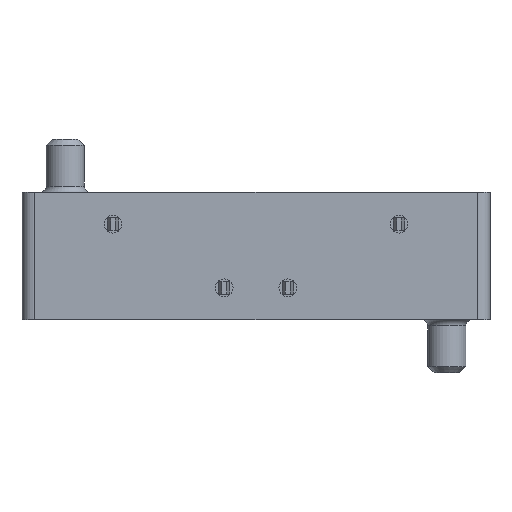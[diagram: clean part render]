
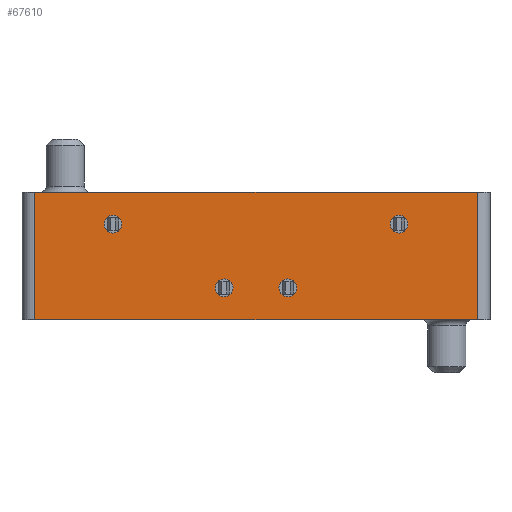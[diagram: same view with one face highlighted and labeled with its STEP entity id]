
A CAD part, front view. The second image highlights one B-rep face of the part: STEP entity #67610.
In plain terms, the highlighted planar face has unit normal (0, -1, 0).
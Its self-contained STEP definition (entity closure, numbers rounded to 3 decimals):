
#17220=CARTESIAN_POINT('',(58.6,21.
   ,-5.));
#17230=VERTEX_POINT('',#17220);
#17260=CARTESIAN_POINT('',(29.903,21.
   ,-5.));
#17270=DIRECTION('',(1.,0.,
   0.));
#17280=VECTOR('',#17270,1.);
#17290=LINE('',#17260,#17280);
#17300=CARTESIAN_POINT('',(93.4,21.
   ,-5.));
#17310=VERTEX_POINT('',#17300);
#17320=EDGE_CURVE('',#17230,#17310,#17290,.T.);
#34760=CARTESIAN_POINT('',(93.4,21.
   ,5.));
#34770=VERTEX_POINT('',#34760);
#34890=CARTESIAN_POINT('',(93.4,21.
   ,0.));
#34900=DIRECTION('',(0.,0.,
   -1.));
#34910=VECTOR('',#34900,1.);
#34920=LINE('',#34890,#34910);
#34930=EDGE_CURVE('',#34770,#17310,#34920,.T.);
#40940=CARTESIAN_POINT('',(58.6,21.
   ,5.));
#40950=VERTEX_POINT('',#40940);
#40980=CARTESIAN_POINT('',(58.6,21.
   ,0.));
#40990=DIRECTION('',(0.,0.,
   1.));
#41000=VECTOR('',#40990,1.);
#41010=LINE('',#40980,#41000);
#41020=EDGE_CURVE('',#17230,#40950,#41010,.T.);
#41850=CARTESIAN_POINT('',(87.95,21.
   ,2.5));
#41860=VERTEX_POINT('',#41850);
#41910=CARTESIAN_POINT('',(87.25,21.
   ,2.5));
#41920=DIRECTION('',(0.,-1.,
   0.));
#41930=DIRECTION('',(1.,0.,
   0.));
#41940=AXIS2_PLACEMENT_3D('',#41910,#41920,#41930);
#41950=CIRCLE('',#41940,0.7);
#41960=CARTESIAN_POINT('',(86.55,21.
   ,2.5));
#41970=VERTEX_POINT('',#41960);
#41980=EDGE_CURVE('',#41970,#41860,#41950,.T.);
#45090=CARTESIAN_POINT('',(65.45,21.
   ,2.5));
#45100=VERTEX_POINT('',#45090);
#45130=CARTESIAN_POINT('',(64.75,21.
   ,2.5));
#45140=DIRECTION('',(0.,-1.,
   0.));
#45150=DIRECTION('',(1.,0.,
   0.));
#45160=AXIS2_PLACEMENT_3D('',#45130,#45140,#45150);
#45170=CIRCLE('',#45160,0.7);
#45180=CARTESIAN_POINT('',(64.05,21.
   ,2.5));
#45190=VERTEX_POINT('',#45180);
#45200=EDGE_CURVE('',#45190,#45100,#45170,.T.);
#46130=CARTESIAN_POINT('',(29.903,21.
   ,5.));
#46140=DIRECTION('',(1.,0.,
   0.));
#46150=VECTOR('',#46140,1.);
#46160=LINE('',#46130,#46150);
#46170=EDGE_CURVE('',#40950,#34770,#46160,.T.);
#63760=CARTESIAN_POINT('',(79.2,21.
   ,-2.5));
#63770=VERTEX_POINT('',#63760);
#63800=CARTESIAN_POINT('',(78.5,21.
   ,-2.5));
#63810=DIRECTION('',(0.,-1.,
   0.));
#63820=DIRECTION('',(1.,0.,
   0.));
#63830=AXIS2_PLACEMENT_3D('',#63800,#63810,#63820);
#63840=CIRCLE('',#63830,0.7);
#63850=CARTESIAN_POINT('',(77.8,21.
   ,-2.5));
#63860=VERTEX_POINT('',#63850);
#63870=EDGE_CURVE('',#63860,#63770,#63840,.T.);
#67000=CARTESIAN_POINT('',(74.2,21.
   ,-2.5));
#67010=VERTEX_POINT('',#67000);
#67040=CARTESIAN_POINT('',(73.5,21.
   ,-2.5));
#67050=DIRECTION('',(0.,-1.,
   0.));
#67060=DIRECTION('',(1.,0.,
   0.));
#67070=AXIS2_PLACEMENT_3D('',#67040,#67050,#67060);
#67080=CIRCLE('',#67070,0.7);
#67090=CARTESIAN_POINT('',(72.8,21.
   ,-2.5));
#67100=VERTEX_POINT('',#67090);
#67110=EDGE_CURVE('',#67100,#67010,#67080,.T.);
#67300=CARTESIAN_POINT('',(58.6,21.
   ,0.));
#67310=DIRECTION('',(0.,-1.,
   0.));
#67320=DIRECTION('',(-1.,0.,
   0.));
#67330=AXIS2_PLACEMENT_3D('',#67300,#67310,#67320);
#67340=PLANE('',#67330);
#67350=ORIENTED_EDGE('',*,*,#46170,.F.);
#67360=ORIENTED_EDGE('',*,*,#34930,.F.);
#67370=ORIENTED_EDGE('',*,*,#17320,.T.);
#67380=ORIENTED_EDGE('',*,*,#41020,.F.);
#67390=EDGE_LOOP('',(#67380,#67370,#67360,#67350));
#67400=FACE_OUTER_BOUND('',#67390,.T.);
#67410=EDGE_CURVE('',#41860,#41970,#41950,.T.);
#67420=ORIENTED_EDGE('',*,*,#67410,.F.);
#67430=ORIENTED_EDGE('',*,*,#41980,.F.);
#67440=EDGE_LOOP('',(#67430,#67420));
#67450=FACE_BOUND('',#67440,.T.);
#67460=EDGE_CURVE('',#67010,#67100,#67080,.T.);
#67470=ORIENTED_EDGE('',*,*,#67460,.F.);
#67480=ORIENTED_EDGE('',*,*,#67110,.F.);
#67490=EDGE_LOOP('',(#67480,#67470));
#67500=FACE_BOUND('',#67490,.T.);
#67510=EDGE_CURVE('',#63770,#63860,#63840,.T.);
#67520=ORIENTED_EDGE('',*,*,#67510,.F.);
#67530=ORIENTED_EDGE('',*,*,#63870,.F.);
#67540=EDGE_LOOP('',(#67530,#67520));
#67550=FACE_BOUND('',#67540,.T.);
#67560=EDGE_CURVE('',#45100,#45190,#45170,.T.);
#67570=ORIENTED_EDGE('',*,*,#67560,.F.);
#67580=ORIENTED_EDGE('',*,*,#45200,.F.);
#67590=EDGE_LOOP('',(#67580,#67570));
#67600=FACE_BOUND('',#67590,.T.);
#67610=ADVANCED_FACE('',(#67400,#67450,#67500,#67550,#67600),#67340,.T.)
   ;
